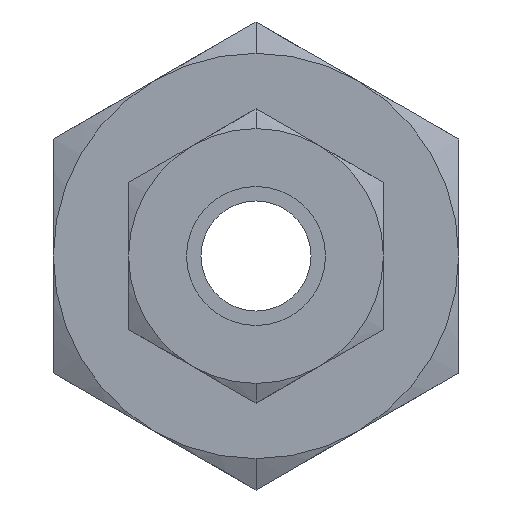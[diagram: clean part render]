
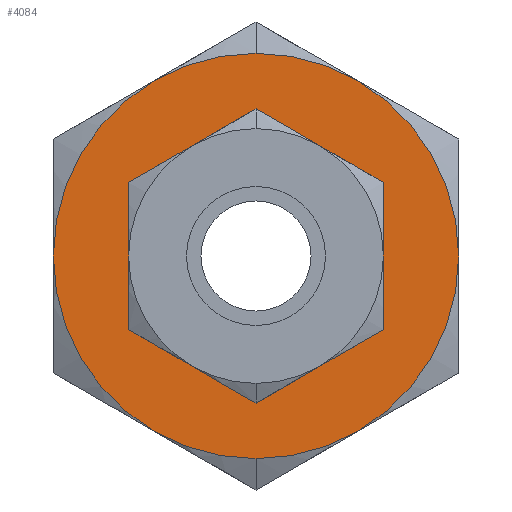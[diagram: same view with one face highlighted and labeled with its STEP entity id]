
A CAD part, left-side view. The second image highlights one B-rep face of the part: STEP entity #4084.
In plain terms, the highlighted planar face has unit normal (-1, 0, 0).
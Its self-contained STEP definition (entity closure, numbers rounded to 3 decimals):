
#100 = ORIENTED_EDGE ( 'NONE', *, *, #5004, .F. ) ;
#196 = AXIS2_PLACEMENT_3D ( 'NONE', #1830, #8639, #3397 ) ;
#258 = VERTEX_POINT ( 'NONE', #7953 ) ;
#365 = AXIS2_PLACEMENT_3D ( 'NONE', #9290, #9239, #909 ) ;
#606 = DIRECTION ( 'NONE',  ( 1., 0., 0. ) ) ;
#617 = DIRECTION ( 'NONE',  ( 0., -0.5, 0.866 ) ) ;
#863 = CARTESIAN_POINT ( 'NONE',  ( 22., 0., -8.012 ) ) ;
#909 = DIRECTION ( 'NONE',  ( 0., 0.5, -0.866 ) ) ;
#936 = EDGE_CURVE ( 'NONE', #258, #4309, #6765, .T. ) ;
#954 = AXIS2_PLACEMENT_3D ( 'NONE', #9178, #1767, #8393 ) ;
#989 = VERTEX_POINT ( 'NONE', #7788 ) ;
#1289 = DIRECTION ( 'NONE',  ( 1., 0., 0. ) ) ;
#1372 = EDGE_CURVE ( 'NONE', #8755, #7633, #6445, .T. ) ;
#1602 = CIRCLE ( 'NONE', #3475, 17.5 ) ;
#1758 = AXIS2_PLACEMENT_3D ( 'NONE', #6101, #7528, #3811 ) ;
#1767 = DIRECTION ( 'NONE',  ( -1., 0., 0. ) ) ;
#1830 = CARTESIAN_POINT ( 'NONE',  ( 22., 0., 0. ) ) ;
#1886 = AXIS2_PLACEMENT_3D ( 'NONE', #3318, #7094, #2729 ) ;
#2179 = ORIENTED_EDGE ( 'NONE', *, *, #9565, .F. ) ;
#2227 = AXIS2_PLACEMENT_3D ( 'NONE', #5729, #4898, #3487 ) ;
#2340 = ORIENTED_EDGE ( 'NONE', *, *, #3496, .F. ) ;
#2729 = DIRECTION ( 'NONE',  ( 0., 0., 1. ) ) ;
#3038 = AXIS2_PLACEMENT_3D ( 'NONE', #4814, #6235, #7669 ) ;
#3045 = ORIENTED_EDGE ( 'NONE', *, *, #9201, .F. ) ;
#3236 = FACE_BOUND ( 'NONE', #7970, .T. ) ;
#3318 = CARTESIAN_POINT ( 'NONE',  ( 22., 0., 0. ) ) ;
#3397 = DIRECTION ( 'NONE',  ( 0., 0., -1. ) ) ;
#3418 = CARTESIAN_POINT ( 'NONE',  ( 22., -8.75, 15.155 ) ) ;
#3420 = DIRECTION ( 'NONE',  ( 1., 0., 0. ) ) ;
#3468 = CARTESIAN_POINT ( 'NONE',  ( 22., 0., 0. ) ) ;
#3475 = AXIS2_PLACEMENT_3D ( 'NONE', #4910, #1289, #7911 ) ;
#3487 = DIRECTION ( 'NONE',  ( 0., 0., -1. ) ) ;
#3496 = EDGE_CURVE ( 'NONE', #4447, #4152, #4536, .T. ) ;
#3503 = CARTESIAN_POINT ( 'NONE',  ( 22., 0., 17.5 ) ) ;
#3811 = DIRECTION ( 'NONE',  ( 0., 1., 0. ) ) ;
#3863 = CARTESIAN_POINT ( 'NONE',  ( 22., 0., -17.5 ) ) ;
#4042 = ORIENTED_EDGE ( 'NONE', *, *, #936, .F. ) ;
#4067 = AXIS2_PLACEMENT_3D ( 'NONE', #6994, #7784, #617 ) ;
#4084 = ADVANCED_FACE ( 'NONE', ( #3236, #6077 ), #6864, .T. ) ;
#4152 = VERTEX_POINT ( 'NONE', #7893 ) ;
#4254 = CIRCLE ( 'NONE', #365, 17.5 ) ;
#4309 = VERTEX_POINT ( 'NONE', #3863 ) ;
#4356 = ORIENTED_EDGE ( 'NONE', *, *, #4398, .T. ) ;
#4398 = EDGE_CURVE ( 'NONE', #7633, #8755, #5166, .T. ) ;
#4447 = VERTEX_POINT ( 'NONE', #3418 ) ;
#4508 = CARTESIAN_POINT ( 'NONE',  ( 22., 17.5, 0. ) ) ;
#4536 = CIRCLE ( 'NONE', #4067, 17.5 ) ;
#4625 = CARTESIAN_POINT ( 'NONE',  ( 22., 8.75, 15.155 ) ) ;
#4636 = ORIENTED_EDGE ( 'NONE', *, *, #7093, .F. ) ;
#4814 = CARTESIAN_POINT ( 'NONE',  ( 22., 0., 0. ) ) ;
#4898 = DIRECTION ( 'NONE',  ( 1., 0., 0. ) ) ;
#4910 = CARTESIAN_POINT ( 'NONE',  ( 22., 0., 0. ) ) ;
#5004 = EDGE_CURVE ( 'NONE', #9662, #5163, #7265, .T. ) ;
#5098 = DIRECTION ( 'NONE',  ( 0., -1., 0. ) ) ;
#5163 = VERTEX_POINT ( 'NONE', #3503 ) ;
#5166 = CIRCLE ( 'NONE', #1886, 8.012 ) ;
#5635 = CARTESIAN_POINT ( 'NONE',  ( 22., 0., 8.012 ) ) ;
#5702 = AXIS2_PLACEMENT_3D ( 'NONE', #7312, #606, #5098 ) ;
#5729 = CARTESIAN_POINT ( 'NONE',  ( 22., 0., 0. ) ) ;
#5857 = EDGE_LOOP ( 'NONE', ( #3045, #2179, #7429, #4042, #4636, #2340, #7554, #100 ) ) ;
#5974 = CIRCLE ( 'NONE', #196, 17.5 ) ;
#6077 = FACE_OUTER_BOUND ( 'NONE', #5857, .T. ) ;
#6101 = CARTESIAN_POINT ( 'NONE',  ( 22., 0., 0. ) ) ;
#6235 = DIRECTION ( 'NONE',  ( 1., 0., 0. ) ) ;
#6396 = DIRECTION ( 'NONE',  ( 0., -0.5, -0.866 ) ) ;
#6445 = CIRCLE ( 'NONE', #2227, 8.012 ) ;
#6765 = CIRCLE ( 'NONE', #9431, 17.5 ) ;
#6864 = PLANE ( 'NONE',  #954 ) ;
#6994 = CARTESIAN_POINT ( 'NONE',  ( 22., 0., 0. ) ) ;
#7093 = EDGE_CURVE ( 'NONE', #4152, #258, #8058, .T. ) ;
#7094 = DIRECTION ( 'NONE',  ( 1., 0., 0. ) ) ;
#7224 = VERTEX_POINT ( 'NONE', #4508 ) ;
#7265 = CIRCLE ( 'NONE', #3038, 17.5 ) ;
#7312 = CARTESIAN_POINT ( 'NONE',  ( 22., 0., 0. ) ) ;
#7429 = ORIENTED_EDGE ( 'NONE', *, *, #8797, .F. ) ;
#7528 = DIRECTION ( 'NONE',  ( 1., 0., 0. ) ) ;
#7554 = ORIENTED_EDGE ( 'NONE', *, *, #8840, .F. ) ;
#7633 = VERTEX_POINT ( 'NONE', #5635 ) ;
#7669 = DIRECTION ( 'NONE',  ( 0., 0.5, 0.866 ) ) ;
#7784 = DIRECTION ( 'NONE',  ( 1., 0., 0. ) ) ;
#7788 = CARTESIAN_POINT ( 'NONE',  ( 22., 8.75, -15.155 ) ) ;
#7893 = CARTESIAN_POINT ( 'NONE',  ( 22., -17.5, 0. ) ) ;
#7911 = DIRECTION ( 'NONE',  ( 0., 0., 1. ) ) ;
#7953 = CARTESIAN_POINT ( 'NONE',  ( 22., -8.75, -15.155 ) ) ;
#7970 = EDGE_LOOP ( 'NONE', ( #4356, #9494 ) ) ;
#8025 = CIRCLE ( 'NONE', #1758, 17.5 ) ;
#8058 = CIRCLE ( 'NONE', #5702, 17.5 ) ;
#8393 = DIRECTION ( 'NONE',  ( 0., 0., 1. ) ) ;
#8639 = DIRECTION ( 'NONE',  ( 1., 0., 0. ) ) ;
#8755 = VERTEX_POINT ( 'NONE', #863 ) ;
#8797 = EDGE_CURVE ( 'NONE', #4309, #989, #5974, .T. ) ;
#8840 = EDGE_CURVE ( 'NONE', #5163, #4447, #1602, .T. ) ;
#9178 = CARTESIAN_POINT ( 'NONE',  ( 22., 0., 8.75 ) ) ;
#9201 = EDGE_CURVE ( 'NONE', #7224, #9662, #8025, .T. ) ;
#9239 = DIRECTION ( 'NONE',  ( 1., 0., 0. ) ) ;
#9290 = CARTESIAN_POINT ( 'NONE',  ( 22., 0., 0. ) ) ;
#9431 = AXIS2_PLACEMENT_3D ( 'NONE', #3468, #3420, #6396 ) ;
#9494 = ORIENTED_EDGE ( 'NONE', *, *, #1372, .T. ) ;
#9565 = EDGE_CURVE ( 'NONE', #989, #7224, #4254, .T. ) ;
#9662 = VERTEX_POINT ( 'NONE', #4625 ) ;
